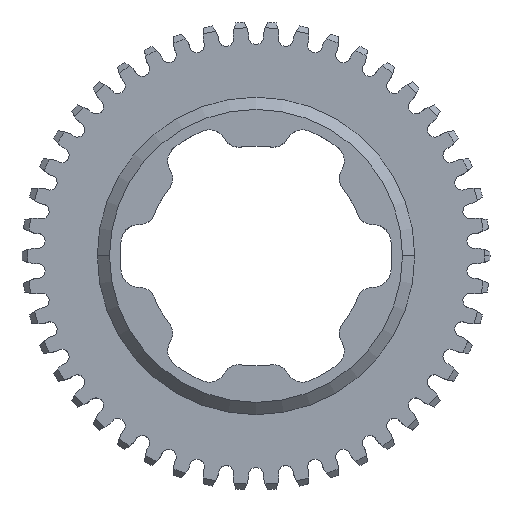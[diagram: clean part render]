
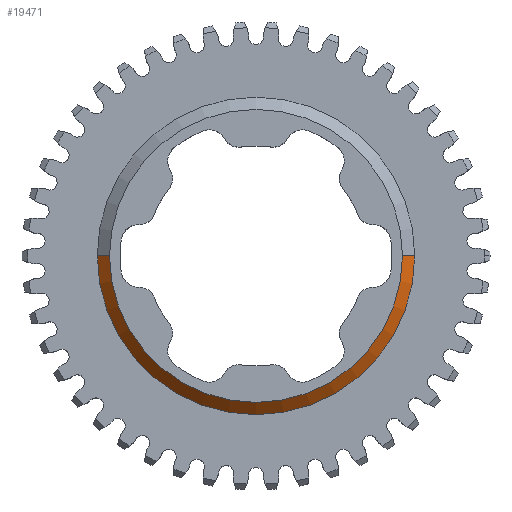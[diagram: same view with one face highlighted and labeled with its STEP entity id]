
A CAD part, top view. The second image highlights one B-rep face of the part: STEP entity #19471.
In plain terms, the highlighted conical face has half-angle 45 degrees and reference radius 20.637 mm.
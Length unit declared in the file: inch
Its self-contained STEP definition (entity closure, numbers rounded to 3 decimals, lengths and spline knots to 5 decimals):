
#50 = CARTESIAN_POINT ( 'NONE',  ( -0.8125, 0., 0.1875 ) ) ;
#352 = EDGE_CURVE ( 'NONE', #6737, #1129, #23491, .T. ) ;
#360 = VECTOR ( 'NONE', #13196, 39.37008 ) ;
#451 = CONICAL_SURFACE ( 'NONE', #4314, 0.8125, 0.785 ) ;
#692 = DIRECTION ( 'NONE',  ( -1., 0., 0. ) ) ;
#1080 = ORIENTED_EDGE ( 'NONE', *, *, #15660, .F. ) ;
#1129 = VERTEX_POINT ( 'NONE', #7503 ) ;
#1838 = ORIENTED_EDGE ( 'NONE', *, *, #16296, .T. ) ;
#1904 = CARTESIAN_POINT ( 'NONE',  ( 0., 0., 0.25 ) ) ;
#2747 = DIRECTION ( 'NONE',  ( 0., 0., -1. ) ) ;
#3138 = DIRECTION ( 'NONE',  ( 0.707, 0., -0.707 ) ) ;
#4314 = AXIS2_PLACEMENT_3D ( 'NONE', #18475, #9308, #16667 ) ;
#6159 = ORIENTED_EDGE ( 'NONE', *, *, #352, .F. ) ;
#6508 = CARTESIAN_POINT ( 'NONE',  ( 0.8125, 0., 0.1875 ) ) ;
#6737 = VERTEX_POINT ( 'NONE', #22335 ) ;
#7503 = CARTESIAN_POINT ( 'NONE',  ( 0.8125, 0., 0.1875 ) ) ;
#9178 = DIRECTION ( 'NONE',  ( 1., 0., 0. ) ) ;
#9308 = DIRECTION ( 'NONE',  ( 0., 0., -1. ) ) ;
#9986 = AXIS2_PLACEMENT_3D ( 'NONE', #10752, #10643, #9178 ) ;
#10643 = DIRECTION ( 'NONE',  ( 0., 0., -1. ) ) ;
#10752 = CARTESIAN_POINT ( 'NONE',  ( 0., 0., 0.1875 ) ) ;
#10757 = FACE_OUTER_BOUND ( 'NONE', #22986, .T. ) ;
#11349 = CARTESIAN_POINT ( 'NONE',  ( -0.8125, 0., 0.1875 ) ) ;
#13196 = DIRECTION ( 'NONE',  ( -0.707, 0., -0.707 ) ) ;
#14611 = CIRCLE ( 'NONE', #9986, 0.8125 ) ;
#15660 = EDGE_CURVE ( 'NONE', #1129, #16642, #14611, .T. ) ;
#16296 = EDGE_CURVE ( 'NONE', #23582, #16642, #18500, .T. ) ;
#16642 = VERTEX_POINT ( 'NONE', #11349 ) ;
#16667 = DIRECTION ( 'NONE',  ( -1., 0., 0. ) ) ;
#17121 = CIRCLE ( 'NONE', #20186, 0.75 ) ;
#18475 = CARTESIAN_POINT ( 'NONE',  ( 0., 0., 0.1875 ) ) ;
#18500 = LINE ( 'NONE', #50, #360 ) ;
#19471 = ADVANCED_FACE ( 'NONE', ( #10757 ), #451, .T. ) ;
#20186 = AXIS2_PLACEMENT_3D ( 'NONE', #1904, #2747, #692 ) ;
#21688 = EDGE_CURVE ( 'NONE', #6737, #23582, #17121, .T. ) ;
#21743 = VECTOR ( 'NONE', #3138, 39.37008 ) ;
#22227 = CARTESIAN_POINT ( 'NONE',  ( -0.75, 0., 0.25 ) ) ;
#22335 = CARTESIAN_POINT ( 'NONE',  ( 0.75, 0., 0.25 ) ) ;
#22986 = EDGE_LOOP ( 'NONE', ( #6159, #23459, #1838, #1080 ) ) ;
#23459 = ORIENTED_EDGE ( 'NONE', *, *, #21688, .T. ) ;
#23491 = LINE ( 'NONE', #6508, #21743 ) ;
#23582 = VERTEX_POINT ( 'NONE', #22227 ) ;
